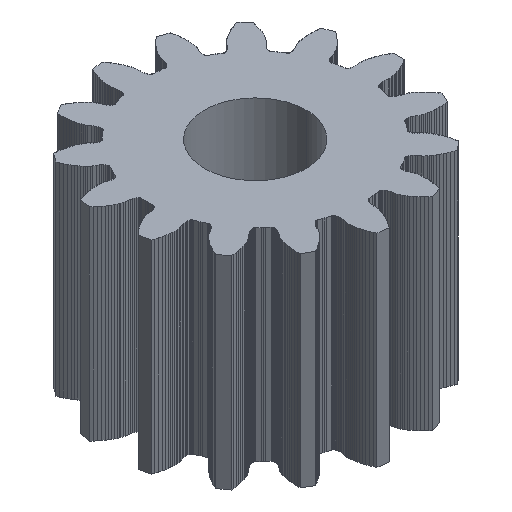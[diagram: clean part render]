
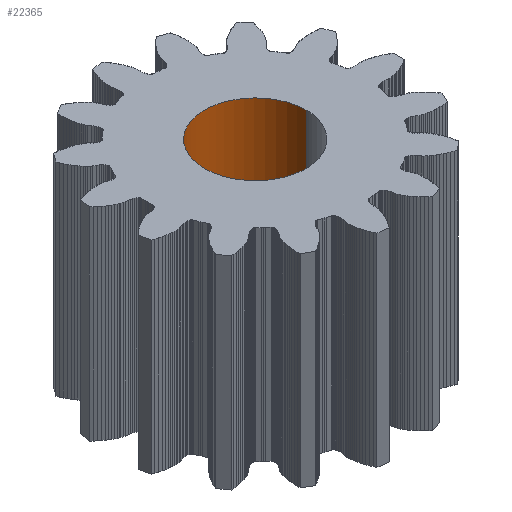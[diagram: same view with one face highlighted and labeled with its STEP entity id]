
A CAD part, isometric view. The second image highlights one B-rep face of the part: STEP entity #22365.
In plain terms, the highlighted free-form (B-spline) face has degree [2, 1] with [5, 2] control points.
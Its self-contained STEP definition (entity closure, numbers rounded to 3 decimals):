
#21 = EDGE_CURVE('',#22,#24,#26,.T.);
#22 = VERTEX_POINT('',#23);
#23 = CARTESIAN_POINT('',(11.326,0.,5.129));
#24 = VERTEX_POINT('',#25);
#25 = CARTESIAN_POINT('',(11.326,0.,0.));
#26 = B_SPLINE_CURVE_WITH_KNOTS('',1,(#27,#28),.UNSPECIFIED.,.F.,.F.,(2,
    2),(-0.,6.),.PIECEWISE_BEZIER_KNOTS.);
#27 = CARTESIAN_POINT('',(11.326,0.,5.129));
#28 = CARTESIAN_POINT('',(11.326,0.,0.));
#31 = VERTEX_POINT('',#32);
#32 = CARTESIAN_POINT('',(13.89,0.,0.));
#40 = EDGE_CURVE('',#41,#31,#43,.T.);
#41 = VERTEX_POINT('',#42);
#42 = CARTESIAN_POINT('',(13.89,0.,
    5.129));
#43 = B_SPLINE_CURVE_WITH_KNOTS('',1,(#44,#45),.UNSPECIFIED.,.F.,.F.,(2,
    2),(-0.,6.),.PIECEWISE_BEZIER_KNOTS.);
#44 = CARTESIAN_POINT('',(13.89,0.,
    5.129));
#45 = CARTESIAN_POINT('',(13.89,0.,0.));
#22365 = ADVANCED_FACE('',(#22366),#22386,.F.);
#22366 = FACE_BOUND('',#22367,.F.);
#22367 = EDGE_LOOP('',(#22368,#22376,#22377,#22385));
#22368 = ORIENTED_EDGE('',*,*,#22369,.T.);
#22369 = EDGE_CURVE('',#31,#24,#22370,.T.);
#22370 = ( BOUNDED_CURVE() B_SPLINE_CURVE(2,(#22371,#22372,#22373,#22374
,#22375),.UNSPECIFIED.,.F.,.F.) B_SPLINE_CURVE_WITH_KNOTS((3,2,3),(0.,
1.571,3.142),.PIECEWISE_BEZIER_KNOTS.) CURVE() 
GEOMETRIC_REPRESENTATION_ITEM() RATIONAL_B_SPLINE_CURVE((1.,
0.707,1.,0.707,1.)) REPRESENTATION_ITEM('') );
#22371 = CARTESIAN_POINT('',(13.89,0.,0.));
#22372 = CARTESIAN_POINT('',(13.89,1.282,0.));
#22373 = CARTESIAN_POINT('',(12.608,1.282,0.));
#22374 = CARTESIAN_POINT('',(11.326,1.282,0.));
#22375 = CARTESIAN_POINT('',(11.326,0.,0.));
#22376 = ORIENTED_EDGE('',*,*,#21,.F.);
#22377 = ORIENTED_EDGE('',*,*,#22378,.F.);
#22378 = EDGE_CURVE('',#41,#22,#22379,.T.);
#22379 = ( BOUNDED_CURVE() B_SPLINE_CURVE(2,(#22380,#22381,#22382,#22383
,#22384),.UNSPECIFIED.,.F.,.F.) B_SPLINE_CURVE_WITH_KNOTS((3,2,3),(0.,
1.571,3.142),.PIECEWISE_BEZIER_KNOTS.) CURVE() 
GEOMETRIC_REPRESENTATION_ITEM() RATIONAL_B_SPLINE_CURVE((1.,
0.707,1.,0.707,1.)) REPRESENTATION_ITEM('') );
#22380 = CARTESIAN_POINT('',(13.89,0.,5.129));
#22381 = CARTESIAN_POINT('',(13.89,1.282,
    5.129));
#22382 = CARTESIAN_POINT('',(12.608,1.282,
    5.129));
#22383 = CARTESIAN_POINT('',(11.326,1.282,
    5.129));
#22384 = CARTESIAN_POINT('',(11.326,0.,
    5.129));
#22385 = ORIENTED_EDGE('',*,*,#40,.T.);
#22386 = ( BOUNDED_SURFACE() B_SPLINE_SURFACE(2,1,(
    (#22387,#22388)
    ,(#22389,#22390)
    ,(#22391,#22392)
    ,(#22393,#22394)
    ,(#22395,#22396
)),.UNSPECIFIED.,.F.,.F.,.F.) B_SPLINE_SURFACE_WITH_KNOTS((3,2,3),(2,2),
  (0.,1.571,3.142),(0.,6.),.PIECEWISE_BEZIER_KNOTS.) 
GEOMETRIC_REPRESENTATION_ITEM() RATIONAL_B_SPLINE_SURFACE((
    (1.,1.)
    ,(0.707,0.707)
    ,(1.,1.)
    ,(0.707,0.707)
,(1.,1.))) REPRESENTATION_ITEM('') SURFACE() );
#22387 = CARTESIAN_POINT('',(11.326,0.,5.129));
#22388 = CARTESIAN_POINT('',(11.326,0.,0.));
#22389 = CARTESIAN_POINT('',(11.326,1.282,
    5.129));
#22390 = CARTESIAN_POINT('',(11.326,1.282,0.));
#22391 = CARTESIAN_POINT('',(12.608,1.282,
    5.129));
#22392 = CARTESIAN_POINT('',(12.608,1.282,0.));
#22393 = CARTESIAN_POINT('',(13.89,1.282,
    5.129));
#22394 = CARTESIAN_POINT('',(13.89,1.282,0.));
#22395 = CARTESIAN_POINT('',(13.89,0.,
    5.129));
#22396 = CARTESIAN_POINT('',(13.89,0.,0.));
